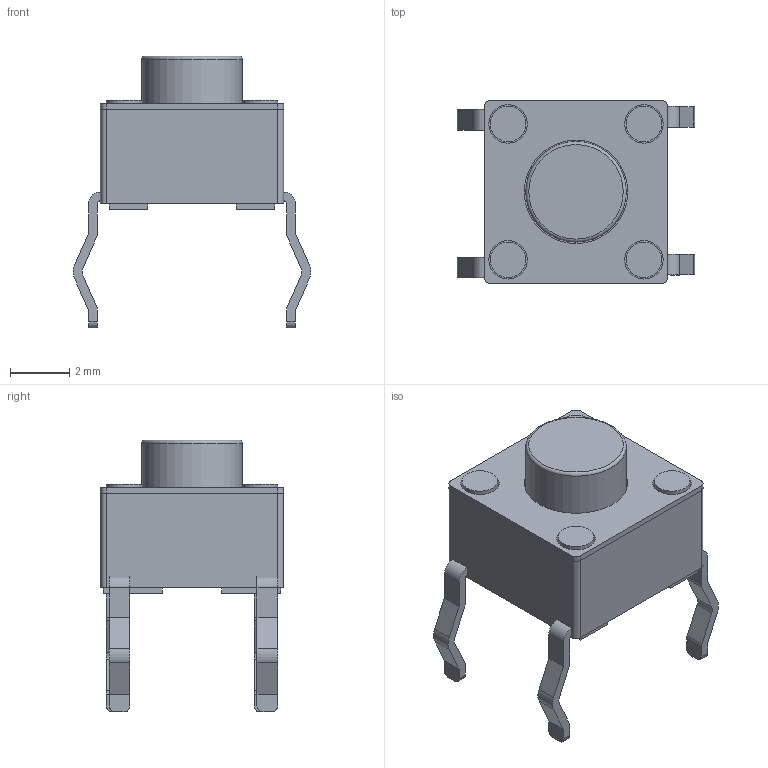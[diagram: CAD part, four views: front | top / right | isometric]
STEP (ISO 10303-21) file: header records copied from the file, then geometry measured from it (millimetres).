
FILE_DESCRIPTION(('FreeCAD Model'),'2;1');
FILE_NAME('pushbutton-mini.step', '2015-01-01T13:50:41',('FreeCAD'),('FreeCAD'), 'Open CASCADE STEP processor 6.7','FreeCAD','Unknown');
FILE_SCHEMA(('AUTOMOTIVE_DESIGN_CC2 { 1 2 10303 214 -1 1 5 4 }'));
Length unit declared in the file: millimetre
Products named in the file (1): pushbutton-mini
Bounding box: 8.04 x 6.2 x 9.2 mm (x, y, z)
Volume: 151.4 mm3; surface area: 280.7 mm2
Topology: 6 solids, 6 shells, 136 faces, 344 edges, 229 vertices
Faces by surface type: plane 85, cylinder 50, torus 1
Full cylindrical faces by diameter (mm): 1.2 x4, 1.3 x4, 3.4 x1, 3.5 x1
Entity records: 9586 total; most frequent: CARTESIAN_POINT 1478, DIRECTION 1393, LINE 828, VECTOR 828, ORIENTED_EDGE 688, PCURVE 688, DEFINITIONAL_REPRESENTATION 688, EDGE_CURVE 344
